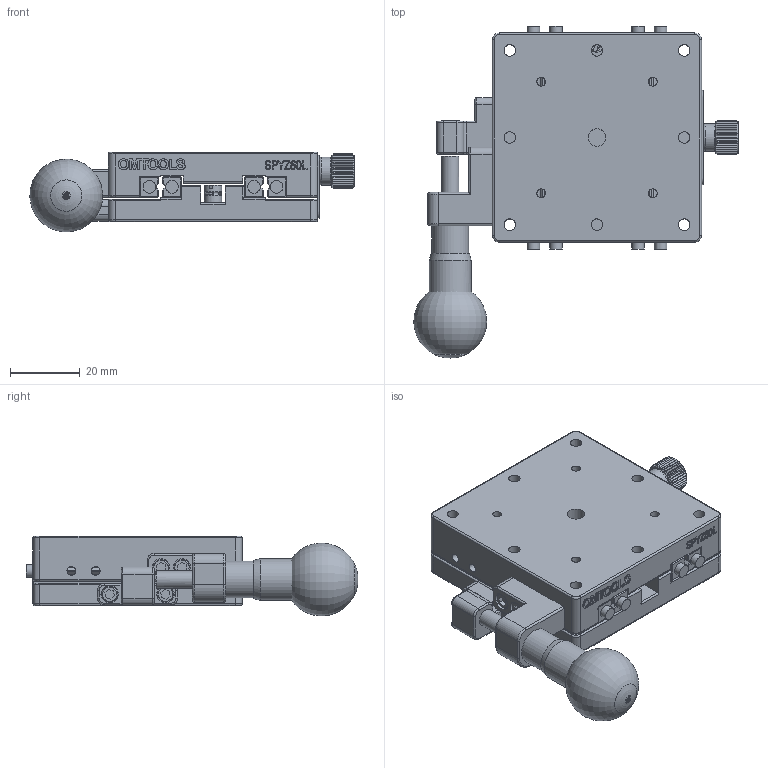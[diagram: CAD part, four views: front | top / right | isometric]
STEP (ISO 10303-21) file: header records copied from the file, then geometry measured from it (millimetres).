
FILE_DESCRIPTION (( 'STEP AP214' ), '1' );
FILE_NAME ('SPYZ60L 忒雄弇痄怢.STEP', '2021-08-05T01:00:56', ( '' ), ( '' ), 'SwSTEP 2.0', 'SolidWorks 2018', '' );
FILE_SCHEMA (( 'AUTOMOTIVE_DESIGN' ));
Length unit declared in the file: millimetre
Products named in the file (1): SPYZ60L 忒雄弇痄怢
Bounding box: 93.05 x 95.23 x 22.95 mm (x, y, z)
Surface area: 31802.9 mm2 (no closed solid volume)
Topology: 0 solids, 28 shells, 668 faces, 2082 edges, 1390 vertices
Faces by surface type: plane 398, cylinder 174, torus 38, bspline 37, cone 21
Full cylindrical faces by diameter (mm): 2.5 x10, 3.3 x8, 3.5 x2, 3.6 x8, 4.5 x8, 5 x8, 8 x5, 9 x1, 9.5 x1, 10.5 x1, 11.995 x1, 13 x1
Entity records: 35695 total; most frequent: CARTESIAN_POINT 10943, ORIENTED_EDGE 3392, DIRECTION 3358, EDGE_CURVE 1975, VERTEX_POINT 1360, LINE 1164, VECTOR 1164, AXIS2_PLACEMENT_3D 1097
